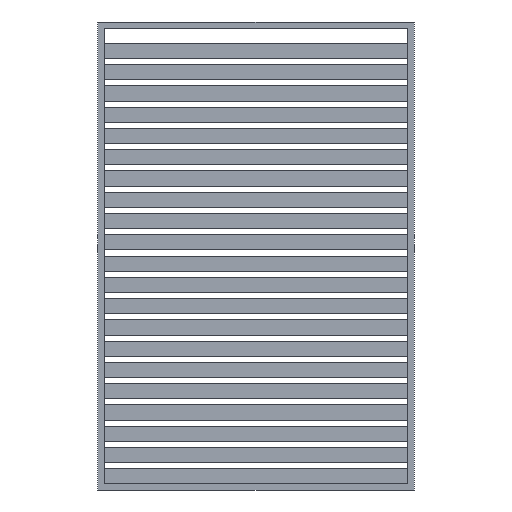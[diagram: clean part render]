
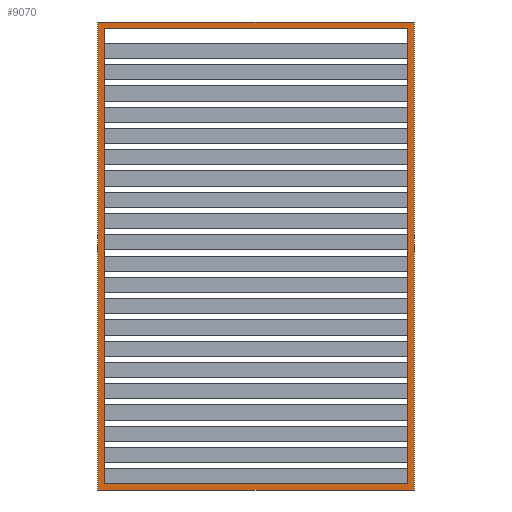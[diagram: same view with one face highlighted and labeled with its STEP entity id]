
A CAD part, front view. The second image highlights one B-rep face of the part: STEP entity #9070.
In plain terms, the highlighted planar face has unit normal (0, -1, 0).
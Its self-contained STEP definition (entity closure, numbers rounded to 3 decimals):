
#157 = PLANE('',#158);
#158 = AXIS2_PLACEMENT_3D('',#159,#160,#161);
#159 = CARTESIAN_POINT('',(-500.,-20.,750.));
#160 = DIRECTION('',(-1.,0.,0.));
#161 = DIRECTION('',(0.,0.,-1.));
#213 = PLANE('',#214);
#214 = AXIS2_PLACEMENT_3D('',#215,#216,#217);
#215 = CARTESIAN_POINT('',(500.,-20.,-750.));
#216 = DIRECTION('',(1.,0.,0.));
#217 = DIRECTION('',(0.,0.,1.));
#440 = PLANE('',#441);
#441 = AXIS2_PLACEMENT_3D('',#442,#443,#444);
#442 = CARTESIAN_POINT('',(-520.,0.,-770.));
#443 = DIRECTION('',(0.,0.,1.));
#444 = DIRECTION('',(1.,0.,0.));
#468 = PLANE('',#469);
#469 = AXIS2_PLACEMENT_3D('',#470,#471,#472);
#470 = CARTESIAN_POINT('',(520.,0.,-770.));
#471 = DIRECTION('',(-1.,0.,0.));
#472 = DIRECTION('',(0.,0.,1.));
#496 = PLANE('',#497);
#497 = AXIS2_PLACEMENT_3D('',#498,#499,#500);
#498 = CARTESIAN_POINT('',(520.,0.,770.));
#499 = DIRECTION('',(0.,0.,-1.));
#500 = DIRECTION('',(-1.,0.,0.));
#522 = PLANE('',#523);
#523 = AXIS2_PLACEMENT_3D('',#524,#525,#526);
#524 = CARTESIAN_POINT('',(-520.,0.,770.));
#525 = DIRECTION('',(1.,0.,0.));
#526 = DIRECTION('',(0.,0.,-1.));
#1624 = PLANE('',#1625);
#1625 = AXIS2_PLACEMENT_3D('',#1626,#1627,#1628);
#1626 = CARTESIAN_POINT('',(500.,-20.,750.));
#1627 = DIRECTION('',(0.,0.,1.));
#1628 = DIRECTION('',(-1.,0.,0.));
#2699 = EDGE_CURVE('',#2700,#2702,#2704,.T.);
#2700 = VERTEX_POINT('',#2701);
#2701 = CARTESIAN_POINT('',(-500.,-20.,750.));
#2702 = VERTEX_POINT('',#2703);
#2703 = CARTESIAN_POINT('',(-500.,-20.,-750.));
#2704 = SURFACE_CURVE('',#2705,(#2709,#2716),.PCURVE_S1.);
#2705 = LINE('',#2706,#2707);
#2706 = CARTESIAN_POINT('',(-500.,-20.,750.));
#2707 = VECTOR('',#2708,1.);
#2708 = DIRECTION('',(0.,0.,-1.));
#2709 = PCURVE('',#157,#2710);
#2710 = DEFINITIONAL_REPRESENTATION('',(#2711),#2715);
#2711 = LINE('',#2712,#2713);
#2712 = CARTESIAN_POINT('',(0.,0.));
#2713 = VECTOR('',#2714,1.);
#2714 = DIRECTION('',(1.,0.));
#2715 = ( GEOMETRIC_REPRESENTATION_CONTEXT(2) 
PARAMETRIC_REPRESENTATION_CONTEXT() REPRESENTATION_CONTEXT('2D SPACE',''
  ) );
#2716 = PCURVE('',#2717,#2722);
#2717 = PLANE('',#2718);
#2718 = AXIS2_PLACEMENT_3D('',#2719,#2720,#2721);
#2719 = CARTESIAN_POINT('',(0.,-20.,0.));
#2720 = DIRECTION('',(0.,-1.,0.));
#2721 = DIRECTION('',(1.,0.,0.));
#2722 = DEFINITIONAL_REPRESENTATION('',(#2723),#2727);
#2723 = LINE('',#2724,#2725);
#2724 = CARTESIAN_POINT('',(-500.,750.));
#2725 = VECTOR('',#2726,1.);
#2726 = DIRECTION('',(0.,-1.));
#2727 = ( GEOMETRIC_REPRESENTATION_CONTEXT(2) 
PARAMETRIC_REPRESENTATION_CONTEXT() REPRESENTATION_CONTEXT('2D SPACE',''
  ) );
#4422 = PLANE('',#4423);
#4423 = AXIS2_PLACEMENT_3D('',#4424,#4425,#4426);
#4424 = CARTESIAN_POINT('',(-500.,-20.,-750.));
#4425 = DIRECTION('',(0.,0.,-1.));
#4426 = DIRECTION('',(1.,0.,0.));
#4437 = EDGE_CURVE('',#4438,#4440,#4442,.T.);
#4438 = VERTEX_POINT('',#4439);
#4439 = CARTESIAN_POINT('',(500.,-20.,-750.));
#4440 = VERTEX_POINT('',#4441);
#4441 = CARTESIAN_POINT('',(500.,-20.,750.));
#4442 = SURFACE_CURVE('',#4443,(#4447,#4454),.PCURVE_S1.);
#4443 = LINE('',#4444,#4445);
#4444 = CARTESIAN_POINT('',(500.,-20.,-750.));
#4445 = VECTOR('',#4446,1.);
#4446 = DIRECTION('',(0.,0.,1.));
#4447 = PCURVE('',#213,#4448);
#4448 = DEFINITIONAL_REPRESENTATION('',(#4449),#4453);
#4449 = LINE('',#4450,#4451);
#4450 = CARTESIAN_POINT('',(0.,0.));
#4451 = VECTOR('',#4452,1.);
#4452 = DIRECTION('',(1.,0.));
#4453 = ( GEOMETRIC_REPRESENTATION_CONTEXT(2) 
PARAMETRIC_REPRESENTATION_CONTEXT() REPRESENTATION_CONTEXT('2D SPACE',''
  ) );
#4454 = PCURVE('',#2717,#4455);
#4455 = DEFINITIONAL_REPRESENTATION('',(#4456),#4460);
#4456 = LINE('',#4457,#4458);
#4457 = CARTESIAN_POINT('',(500.,-750.));
#4458 = VECTOR('',#4459,1.);
#4459 = DIRECTION('',(0.,1.));
#4460 = ( GEOMETRIC_REPRESENTATION_CONTEXT(2) 
PARAMETRIC_REPRESENTATION_CONTEXT() REPRESENTATION_CONTEXT('2D SPACE',''
  ) );
#5885 = VERTEX_POINT('',#5886);
#5886 = CARTESIAN_POINT('',(-520.,-20.,-770.));
#5907 = EDGE_CURVE('',#5885,#5908,#5910,.T.);
#5908 = VERTEX_POINT('',#5909);
#5909 = CARTESIAN_POINT('',(520.,-20.,-770.));
#5910 = SURFACE_CURVE('',#5911,(#5915,#5922),.PCURVE_S1.);
#5911 = LINE('',#5912,#5913);
#5912 = CARTESIAN_POINT('',(-520.,-20.,-770.));
#5913 = VECTOR('',#5914,1.);
#5914 = DIRECTION('',(1.,0.,0.));
#5915 = PCURVE('',#440,#5916);
#5916 = DEFINITIONAL_REPRESENTATION('',(#5917),#5921);
#5917 = LINE('',#5918,#5919);
#5918 = CARTESIAN_POINT('',(0.,-20.));
#5919 = VECTOR('',#5920,1.);
#5920 = DIRECTION('',(1.,0.));
#5921 = ( GEOMETRIC_REPRESENTATION_CONTEXT(2) 
PARAMETRIC_REPRESENTATION_CONTEXT() REPRESENTATION_CONTEXT('2D SPACE',''
  ) );
#5922 = PCURVE('',#2717,#5923);
#5923 = DEFINITIONAL_REPRESENTATION('',(#5924),#5928);
#5924 = LINE('',#5925,#5926);
#5925 = CARTESIAN_POINT('',(-520.,-770.));
#5926 = VECTOR('',#5927,1.);
#5927 = DIRECTION('',(1.,0.));
#5928 = ( GEOMETRIC_REPRESENTATION_CONTEXT(2) 
PARAMETRIC_REPRESENTATION_CONTEXT() REPRESENTATION_CONTEXT('2D SPACE',''
  ) );
#5956 = VERTEX_POINT('',#5957);
#5957 = CARTESIAN_POINT('',(-520.,-20.,770.));
#5978 = EDGE_CURVE('',#5956,#5885,#5979,.T.);
#5979 = SURFACE_CURVE('',#5980,(#5984,#5991),.PCURVE_S1.);
#5980 = LINE('',#5981,#5982);
#5981 = CARTESIAN_POINT('',(-520.,-20.,770.));
#5982 = VECTOR('',#5983,1.);
#5983 = DIRECTION('',(0.,0.,-1.));
#5984 = PCURVE('',#522,#5985);
#5985 = DEFINITIONAL_REPRESENTATION('',(#5986),#5990);
#5986 = LINE('',#5987,#5988);
#5987 = CARTESIAN_POINT('',(0.,-20.));
#5988 = VECTOR('',#5989,1.);
#5989 = DIRECTION('',(1.,0.));
#5990 = ( GEOMETRIC_REPRESENTATION_CONTEXT(2) 
PARAMETRIC_REPRESENTATION_CONTEXT() REPRESENTATION_CONTEXT('2D SPACE',''
  ) );
#5991 = PCURVE('',#2717,#5992);
#5992 = DEFINITIONAL_REPRESENTATION('',(#5993),#5997);
#5993 = LINE('',#5994,#5995);
#5994 = CARTESIAN_POINT('',(-520.,770.));
#5995 = VECTOR('',#5996,1.);
#5996 = DIRECTION('',(0.,-1.));
#5997 = ( GEOMETRIC_REPRESENTATION_CONTEXT(2) 
PARAMETRIC_REPRESENTATION_CONTEXT() REPRESENTATION_CONTEXT('2D SPACE',''
  ) );
#6005 = EDGE_CURVE('',#5908,#6006,#6008,.T.);
#6006 = VERTEX_POINT('',#6007);
#6007 = CARTESIAN_POINT('',(520.,-20.,770.));
#6008 = SURFACE_CURVE('',#6009,(#6013,#6020),.PCURVE_S1.);
#6009 = LINE('',#6010,#6011);
#6010 = CARTESIAN_POINT('',(520.,-20.,-770.));
#6011 = VECTOR('',#6012,1.);
#6012 = DIRECTION('',(0.,0.,1.));
#6013 = PCURVE('',#468,#6014);
#6014 = DEFINITIONAL_REPRESENTATION('',(#6015),#6019);
#6015 = LINE('',#6016,#6017);
#6016 = CARTESIAN_POINT('',(0.,-20.));
#6017 = VECTOR('',#6018,1.);
#6018 = DIRECTION('',(1.,0.));
#6019 = ( GEOMETRIC_REPRESENTATION_CONTEXT(2) 
PARAMETRIC_REPRESENTATION_CONTEXT() REPRESENTATION_CONTEXT('2D SPACE',''
  ) );
#6020 = PCURVE('',#2717,#6021);
#6021 = DEFINITIONAL_REPRESENTATION('',(#6022),#6026);
#6022 = LINE('',#6023,#6024);
#6023 = CARTESIAN_POINT('',(520.,-770.));
#6024 = VECTOR('',#6025,1.);
#6025 = DIRECTION('',(0.,1.));
#6026 = ( GEOMETRIC_REPRESENTATION_CONTEXT(2) 
PARAMETRIC_REPRESENTATION_CONTEXT() REPRESENTATION_CONTEXT('2D SPACE',''
  ) );
#6054 = EDGE_CURVE('',#6006,#5956,#6055,.T.);
#6055 = SURFACE_CURVE('',#6056,(#6060,#6067),.PCURVE_S1.);
#6056 = LINE('',#6057,#6058);
#6057 = CARTESIAN_POINT('',(520.,-20.,770.));
#6058 = VECTOR('',#6059,1.);
#6059 = DIRECTION('',(-1.,0.,0.));
#6060 = PCURVE('',#496,#6061);
#6061 = DEFINITIONAL_REPRESENTATION('',(#6062),#6066);
#6062 = LINE('',#6063,#6064);
#6063 = CARTESIAN_POINT('',(0.,-20.));
#6064 = VECTOR('',#6065,1.);
#6065 = DIRECTION('',(1.,0.));
#6066 = ( GEOMETRIC_REPRESENTATION_CONTEXT(2) 
PARAMETRIC_REPRESENTATION_CONTEXT() REPRESENTATION_CONTEXT('2D SPACE',''
  ) );
#6067 = PCURVE('',#2717,#6068);
#6068 = DEFINITIONAL_REPRESENTATION('',(#6069),#6073);
#6069 = LINE('',#6070,#6071);
#6070 = CARTESIAN_POINT('',(520.,770.));
#6071 = VECTOR('',#6072,1.);
#6072 = DIRECTION('',(-1.,0.));
#6073 = ( GEOMETRIC_REPRESENTATION_CONTEXT(2) 
PARAMETRIC_REPRESENTATION_CONTEXT() REPRESENTATION_CONTEXT('2D SPACE',''
  ) );
#7652 = EDGE_CURVE('',#4440,#2700,#7653,.T.);
#7653 = SURFACE_CURVE('',#7654,(#7658,#7665),.PCURVE_S1.);
#7654 = LINE('',#7655,#7656);
#7655 = CARTESIAN_POINT('',(500.,-20.,750.));
#7656 = VECTOR('',#7657,1.);
#7657 = DIRECTION('',(-1.,0.,0.));
#7658 = PCURVE('',#1624,#7659);
#7659 = DEFINITIONAL_REPRESENTATION('',(#7660),#7664);
#7660 = LINE('',#7661,#7662);
#7661 = CARTESIAN_POINT('',(0.,0.));
#7662 = VECTOR('',#7663,1.);
#7663 = DIRECTION('',(1.,0.));
#7664 = ( GEOMETRIC_REPRESENTATION_CONTEXT(2) 
PARAMETRIC_REPRESENTATION_CONTEXT() REPRESENTATION_CONTEXT('2D SPACE',''
  ) );
#7665 = PCURVE('',#2717,#7666);
#7666 = DEFINITIONAL_REPRESENTATION('',(#7667),#7671);
#7667 = LINE('',#7668,#7669);
#7668 = CARTESIAN_POINT('',(500.,750.));
#7669 = VECTOR('',#7670,1.);
#7670 = DIRECTION('',(-1.,0.));
#7671 = ( GEOMETRIC_REPRESENTATION_CONTEXT(2) 
PARAMETRIC_REPRESENTATION_CONTEXT() REPRESENTATION_CONTEXT('2D SPACE',''
  ) );
#9070 = ADVANCED_FACE('',(#9071,#9077),#2717,.T.);
#9071 = FACE_BOUND('',#9072,.T.);
#9072 = EDGE_LOOP('',(#9073,#9074,#9075,#9076));
#9073 = ORIENTED_EDGE('',*,*,#5907,.T.);
#9074 = ORIENTED_EDGE('',*,*,#6005,.T.);
#9075 = ORIENTED_EDGE('',*,*,#6054,.T.);
#9076 = ORIENTED_EDGE('',*,*,#5978,.T.);
#9077 = FACE_BOUND('',#9078,.T.);
#9078 = EDGE_LOOP('',(#9079,#9100,#9101,#9102));
#9079 = ORIENTED_EDGE('',*,*,#9080,.F.);
#9080 = EDGE_CURVE('',#2702,#4438,#9081,.T.);
#9081 = SURFACE_CURVE('',#9082,(#9086,#9093),.PCURVE_S1.);
#9082 = LINE('',#9083,#9084);
#9083 = CARTESIAN_POINT('',(-500.,-20.,-750.));
#9084 = VECTOR('',#9085,1.);
#9085 = DIRECTION('',(1.,0.,0.));
#9086 = PCURVE('',#2717,#9087);
#9087 = DEFINITIONAL_REPRESENTATION('',(#9088),#9092);
#9088 = LINE('',#9089,#9090);
#9089 = CARTESIAN_POINT('',(-500.,-750.));
#9090 = VECTOR('',#9091,1.);
#9091 = DIRECTION('',(1.,0.));
#9092 = ( GEOMETRIC_REPRESENTATION_CONTEXT(2) 
PARAMETRIC_REPRESENTATION_CONTEXT() REPRESENTATION_CONTEXT('2D SPACE',''
  ) );
#9093 = PCURVE('',#4422,#9094);
#9094 = DEFINITIONAL_REPRESENTATION('',(#9095),#9099);
#9095 = LINE('',#9096,#9097);
#9096 = CARTESIAN_POINT('',(0.,0.));
#9097 = VECTOR('',#9098,1.);
#9098 = DIRECTION('',(1.,0.));
#9099 = ( GEOMETRIC_REPRESENTATION_CONTEXT(2) 
PARAMETRIC_REPRESENTATION_CONTEXT() REPRESENTATION_CONTEXT('2D SPACE',''
  ) );
#9100 = ORIENTED_EDGE('',*,*,#2699,.F.);
#9101 = ORIENTED_EDGE('',*,*,#7652,.F.);
#9102 = ORIENTED_EDGE('',*,*,#4437,.F.);
